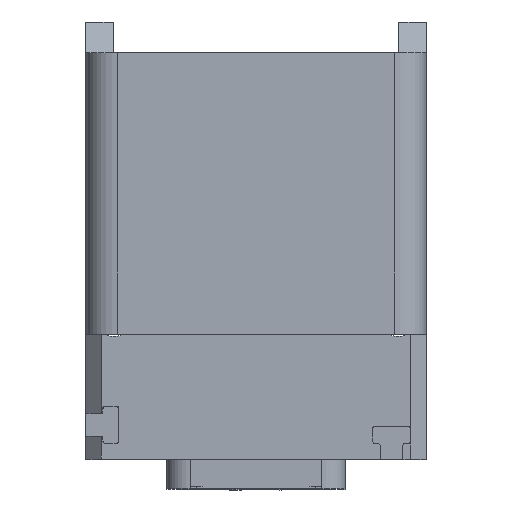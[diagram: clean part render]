
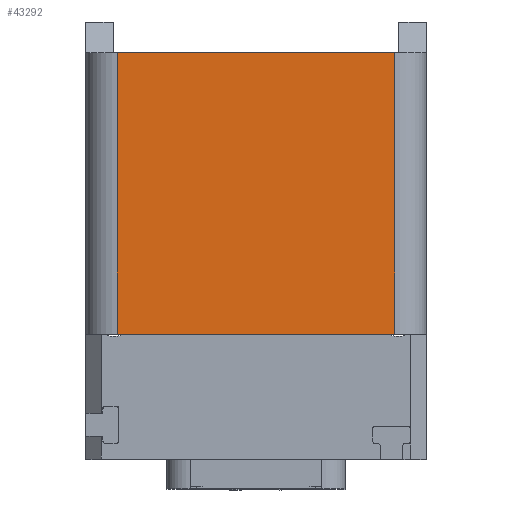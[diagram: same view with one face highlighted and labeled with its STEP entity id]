
A CAD part, top view. The second image highlights one B-rep face of the part: STEP entity #43292.
In plain terms, the highlighted planar face has unit normal (0, 0, 1).
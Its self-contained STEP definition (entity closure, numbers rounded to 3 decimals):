
#3827=DIRECTION('',(1.,0.,0.));
#3828=VECTOR('',#3827,17.8);
#3829=CARTESIAN_POINT('',(-8.9,1.65,15.85));
#3830=LINE('',#3829,#3828);
#3844=DIRECTION('',(0.,-1.,0.));
#3845=VECTOR('',#3844,18.);
#3846=CARTESIAN_POINT('',(8.9,19.65,15.85));
#3847=LINE('',#3846,#3845);
#3861=DIRECTION('',(1.,0.,0.));
#3862=VECTOR('',#3861,17.8);
#3863=CARTESIAN_POINT('',(-8.9,19.65,15.85));
#3864=LINE('',#3863,#3862);
#3865=DIRECTION('',(0.,1.,0.));
#3866=VECTOR('',#3865,18.);
#3867=CARTESIAN_POINT('',(-8.9,1.65,15.85));
#3868=LINE('',#3867,#3866);
#27778=CARTESIAN_POINT('',(-8.9,1.65,15.85));
#27779=CARTESIAN_POINT('',(8.9,1.65,15.85));
#27780=VERTEX_POINT('',#27778);
#27781=VERTEX_POINT('',#27779);
#27966=CARTESIAN_POINT('',(-8.9,19.65,15.85));
#27967=VERTEX_POINT('',#27966);
#27968=CARTESIAN_POINT('',(8.9,19.65,15.85));
#27969=VERTEX_POINT('',#27968);
#43279=CARTESIAN_POINT('',(-10.9,21.65,15.85));
#43280=DIRECTION('',(0.,0.,1.));
#43281=DIRECTION('',(0.,-1.,0.));
#43282=AXIS2_PLACEMENT_3D('',#43279,#43280,#43281);
#43283=PLANE('',#43282);
#43285=ORIENTED_EDGE('',*,*,#43284,.T.);
#43287=ORIENTED_EDGE('',*,*,#43286,.T.);
#43288=ORIENTED_EDGE('',*,*,#43268,.T.);
#43289=ORIENTED_EDGE('',*,*,#43240,.F.);
#43290=EDGE_LOOP('',(#43285,#43287,#43288,#43289));
#43291=FACE_OUTER_BOUND('',#43290,.F.);
#43292=ADVANCED_FACE('',(#43291),#43283,.T.);
#43240=EDGE_CURVE('',#27780,#27781,#3830,.T.);
#43268=EDGE_CURVE('',#27969,#27781,#3847,.T.);
#43284=EDGE_CURVE('',#27780,#27967,#3868,.T.);
#43286=EDGE_CURVE('',#27967,#27969,#3864,.T.);
